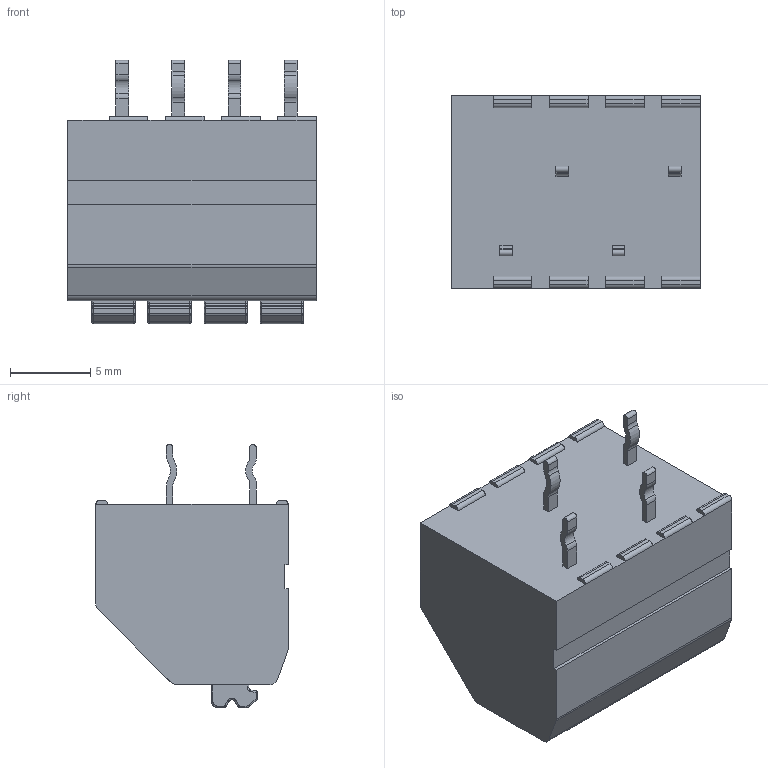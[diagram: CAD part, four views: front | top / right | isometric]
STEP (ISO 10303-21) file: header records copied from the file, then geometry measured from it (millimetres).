
FILE_DESCRIPTION((''),'2;1');
FILE_NAME('C-1-2834011-4','2016-10-10T',('workeradm'),('Tyco Electronics Ltd.'),'CREO PARAMETRIC BY PTC INC, 2016050','CREO PARAMETRIC BY PTC INC, 2016050','');
FILE_SCHEMA(('AUTOMOTIVE_DESIGN { 1 0 10303 214 1 1 1 1 }'));
Length unit declared in the file: millimetre
Products named in the file (1): C-1-2834011-4
Bounding box: 15.5 x 12 x 16.43 mm (x, y, z)
Volume: 1769.4 mm3; surface area: 1318.4 mm2
Topology: 1 solids, 1 shells, 491 faces, 1269 edges, 778 vertices
Faces by surface type: plane 210, cylinder 209, torus 32, sphere 24, bspline 16
Entity records: 15292 total; most frequent: CARTESIAN_POINT 2920, DIRECTION 2660, ORIENTED_EDGE 2538, EDGE_CURVE 1269, AXIS2_PLACEMENT_3D 940, VECTOR 780, LINE 780, VERTEX_POINT 778
